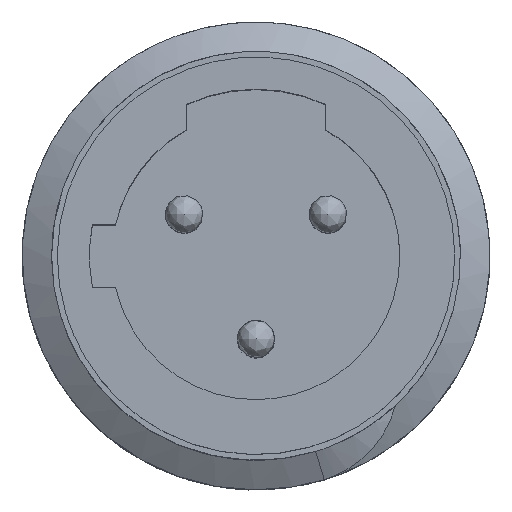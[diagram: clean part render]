
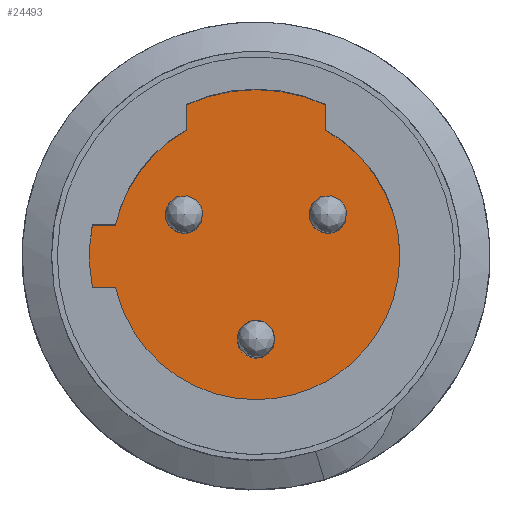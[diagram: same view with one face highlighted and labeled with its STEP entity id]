
A CAD part, top view. The second image highlights one B-rep face of the part: STEP entity #24493.
In plain terms, the highlighted free-form (B-spline) face has degree [1, 1] with [2, 2] control points.
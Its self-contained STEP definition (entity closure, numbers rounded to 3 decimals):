
#24215=CARTESIAN_POINT('',(1.833,4.,41.1));
#24216=VERTEX_POINT('',#24215);
#24223=CARTESIAN_POINT('',(-1.833,4.,41.1));
#24224=VERTEX_POINT('',#24223);
#24230=CARTESIAN_POINT('',(-1.833,4.,41.1));
#24231=CARTESIAN_POINT('',(0.,4.84,41.1));
#24232=CARTESIAN_POINT('',(1.833,4.,41.1));
#24233=(BOUNDED_CURVE()B_SPLINE_CURVE(2,(#24230,#24231,#24232),.CIRCULAR_ARC.,.F.,.U.)B_SPLINE_CURVE_WITH_KNOTS((3,3),(0.,1.),.UNSPECIFIED.)CURVE()GEOMETRIC_REPRESENTATION_ITEM()RATIONAL_B_SPLINE_CURVE((1.,0.909,1.))REPRESENTATION_ITEM(''));
#24234=EDGE_CURVE('',#24224,#24216,#24233,.T.);
#24245=CARTESIAN_POINT('',(1.833,3.329,41.1));
#24246=VERTEX_POINT('',#24245);
#24247=CARTESIAN_POINT('',(1.833,4.,41.1));
#24248=CARTESIAN_POINT('',(1.833,3.329,41.1));
#24249=B_SPLINE_CURVE_WITH_KNOTS('',1,(#24247,#24248),.POLYLINE_FORM.,.F.,.U.,(2,2),(0.789,1.),.UNSPECIFIED.);
#24250=EDGE_CURVE('',#24216,#24246,#24249,.T.);
#24284=CARTESIAN_POINT('',(-3.709,-0.825,41.1));
#24285=VERTEX_POINT('',#24284);
#24286=CARTESIAN_POINT('',(1.833,3.329,41.1));
#24287=CARTESIAN_POINT('',(1.867,3.31,41.1));
#24288=CARTESIAN_POINT('',(1.9,3.291,41.1));
#24289=CARTESIAN_POINT('',(7.6,0.,41.1));
#24290=CARTESIAN_POINT('',(1.9,-3.291,41.1));
#24291=CARTESIAN_POINT('',(-2.585,-5.88,41.1));
#24292=CARTESIAN_POINT('',(-3.709,-0.825,41.1));
#24293=(BOUNDED_CURVE()B_SPLINE_CURVE(2,(#24286,#24287,#24288,#24289,#24290,#24291,#24292),.CIRCULAR_ARC.,.F.,.U.)B_SPLINE_CURVE_WITH_KNOTS((3,2,2,3),(0.04,0.044,0.377,0.671),.UNSPECIFIED.)CURVE()GEOMETRIC_REPRESENTATION_ITEM()RATIONAL_B_SPLINE_CURVE((0.989,0.994,1.,0.5,1.,0.56,0.895))REPRESENTATION_ITEM(''));
#24294=EDGE_CURVE('',#24246,#24285,#24293,.T.);
#24311=CARTESIAN_POINT('',(-4.322,-0.825,41.1));
#24312=VERTEX_POINT('',#24311);
#24320=CARTESIAN_POINT('',(-3.709,-0.825,41.1));
#24321=CARTESIAN_POINT('',(-4.322,-0.825,41.1));
#24322=B_SPLINE_CURVE_WITH_KNOTS('',1,(#24320,#24321),.POLYLINE_FORM.,.F.,.U.,(2,2),(0.,0.246),.UNSPECIFIED.);
#24323=EDGE_CURVE('',#24285,#24312,#24322,.T.);
#24343=CARTESIAN_POINT('',(-4.322,0.825,41.1));
#24344=VERTEX_POINT('',#24343);
#24352=CARTESIAN_POINT('',(-4.322,-0.825,41.1));
#24353=CARTESIAN_POINT('',(-4.479,0.,41.1));
#24354=CARTESIAN_POINT('',(-4.322,0.825,41.1));
#24355=(BOUNDED_CURVE()B_SPLINE_CURVE(2,(#24352,#24353,#24354),.CIRCULAR_ARC.,.F.,.U.)B_SPLINE_CURVE_WITH_KNOTS((3,3),(0.,1.),.UNSPECIFIED.)CURVE()GEOMETRIC_REPRESENTATION_ITEM()RATIONAL_B_SPLINE_CURVE((1.,0.982,1.))REPRESENTATION_ITEM(''));
#24356=EDGE_CURVE('',#24312,#24344,#24355,.T.);
#24367=CARTESIAN_POINT('',(-3.709,0.825,41.1));
#24368=VERTEX_POINT('',#24367);
#24369=CARTESIAN_POINT('',(-4.322,0.825,41.1));
#24370=CARTESIAN_POINT('',(-3.709,0.825,41.1));
#24371=B_SPLINE_CURVE_WITH_KNOTS('',1,(#24369,#24370),.POLYLINE_FORM.,.F.,.U.,(2,2),(0.754,1.),.UNSPECIFIED.);
#24372=EDGE_CURVE('',#24344,#24368,#24371,.T.);
#24402=CARTESIAN_POINT('',(-1.833,3.329,41.1));
#24403=VERTEX_POINT('',#24402);
#24404=CARTESIAN_POINT('',(-3.709,0.825,41.1));
#24405=CARTESIAN_POINT('',(-3.337,2.501,41.1));
#24406=CARTESIAN_POINT('',(-1.833,3.329,41.1));
#24407=(BOUNDED_CURVE()B_SPLINE_CURVE(2,(#24404,#24405,#24406),.CIRCULAR_ARC.,.F.,.U.)B_SPLINE_CURVE_WITH_KNOTS((3,3),(0.83,0.96),.UNSPECIFIED.)CURVE()GEOMETRIC_REPRESENTATION_ITEM()RATIONAL_B_SPLINE_CURVE((0.895,0.747,0.75))REPRESENTATION_ITEM(''));
#24408=EDGE_CURVE('',#24368,#24403,#24407,.T.);
#24428=CARTESIAN_POINT('',(-1.833,3.329,41.1));
#24429=CARTESIAN_POINT('',(-1.833,4.,41.1));
#24430=B_SPLINE_CURVE_WITH_KNOTS('',1,(#24428,#24429),.POLYLINE_FORM.,.F.,.U.,(2,2),(0.,0.211),.UNSPECIFIED.);
#24431=EDGE_CURVE('',#24403,#24224,#24430,.T.);
#24436=CARTESIAN_POINT('',(8.258,7.24,41.1));
#24437=CARTESIAN_POINT('',(8.258,-7.24,41.1));
#24438=CARTESIAN_POINT('',(-6.222,7.24,41.1));
#24439=CARTESIAN_POINT('',(-6.222,-7.24,41.1));
#24440=B_SPLINE_SURFACE_WITH_KNOTS('',1,1,((#24436,#24437),(#24438,#24439)),.PLANE_SURF.,.F.,.F.,.U.,(2,2),(2,2),(0.,1.),(0.,1.),.UNSPECIFIED.);
#24441=ORIENTED_EDGE('',*,*,#24408,.F.);
#24442=ORIENTED_EDGE('',*,*,#24372,.F.);
#24443=ORIENTED_EDGE('',*,*,#24356,.F.);
#24444=ORIENTED_EDGE('',*,*,#24323,.F.);
#24445=ORIENTED_EDGE('',*,*,#24294,.F.);
#24446=ORIENTED_EDGE('',*,*,#24250,.F.);
#24447=ORIENTED_EDGE('',*,*,#24234,.F.);
#24448=ORIENTED_EDGE('',*,*,#24431,.F.);
#24449=EDGE_LOOP('',(#24441,#24442,#24443,#24444,#24445,#24446,#24447,#24448));
#24450=FACE_OUTER_BOUND('',#24449,.T.);
#24451=CARTESIAN_POINT('',(-0.5,-2.194,41.1));
#24452=VERTEX_POINT('',#24451);
#24453=CARTESIAN_POINT('',(-0.5,-2.194,41.1));
#24454=CARTESIAN_POINT('',(-0.5,-1.328,41.1));
#24455=CARTESIAN_POINT('',(0.25,-1.761,41.1));
#24456=CARTESIAN_POINT('',(1.,-2.194,41.1));
#24457=CARTESIAN_POINT('',(0.25,-2.627,41.1));
#24458=CARTESIAN_POINT('',(-0.5,-3.06,41.1));
#24459=CARTESIAN_POINT('',(-0.5,-2.194,41.1));
#24460=(BOUNDED_CURVE()B_SPLINE_CURVE(2,(#24453,#24454,#24455,#24456,#24457,#24458,#24459),.CIRCULAR_ARC.,.T.,.U.)B_SPLINE_CURVE_WITH_KNOTS((3,2,2,3),(0.,0.333,0.667,1.),.UNSPECIFIED.)CURVE()GEOMETRIC_REPRESENTATION_ITEM()RATIONAL_B_SPLINE_CURVE((1.,0.5,1.,0.5,1.,0.5,1.))REPRESENTATION_ITEM(''));
#24461=EDGE_CURVE('',#24452,#24452,#24460,.T.);
#24462=ORIENTED_EDGE('',*,*,#24461,.T.);
#24463=EDGE_LOOP('',(#24462));
#24464=FACE_BOUND('',#24463,.T.);
#24465=CARTESIAN_POINT('',(1.4,1.097,41.1));
#24466=VERTEX_POINT('',#24465);
#24467=CARTESIAN_POINT('',(1.4,1.097,41.1));
#24468=CARTESIAN_POINT('',(1.4,1.963,41.1));
#24469=CARTESIAN_POINT('',(2.15,1.53,41.1));
#24470=CARTESIAN_POINT('',(2.9,1.097,41.1));
#24471=CARTESIAN_POINT('',(2.15,0.664,41.1));
#24472=CARTESIAN_POINT('',(1.4,0.231,41.1));
#24473=CARTESIAN_POINT('',(1.4,1.097,41.1));
#24474=(BOUNDED_CURVE()B_SPLINE_CURVE(2,(#24467,#24468,#24469,#24470,#24471,#24472,#24473),.CIRCULAR_ARC.,.T.,.U.)B_SPLINE_CURVE_WITH_KNOTS((3,2,2,3),(0.,0.333,0.667,1.),.UNSPECIFIED.)CURVE()GEOMETRIC_REPRESENTATION_ITEM()RATIONAL_B_SPLINE_CURVE((1.,0.5,1.,0.5,1.,0.5,1.))REPRESENTATION_ITEM(''));
#24475=EDGE_CURVE('',#24466,#24466,#24474,.T.);
#24476=ORIENTED_EDGE('',*,*,#24475,.T.);
#24477=EDGE_LOOP('',(#24476));
#24478=FACE_BOUND('',#24477,.T.);
#24479=CARTESIAN_POINT('',(-2.4,1.097,41.1));
#24480=VERTEX_POINT('',#24479);
#24481=CARTESIAN_POINT('',(-2.4,1.097,41.1));
#24482=CARTESIAN_POINT('',(-2.4,1.963,41.1));
#24483=CARTESIAN_POINT('',(-1.65,1.53,41.1));
#24484=CARTESIAN_POINT('',(-0.9,1.097,41.1));
#24485=CARTESIAN_POINT('',(-1.65,0.664,41.1));
#24486=CARTESIAN_POINT('',(-2.4,0.231,41.1));
#24487=CARTESIAN_POINT('',(-2.4,1.097,41.1));
#24488=(BOUNDED_CURVE()B_SPLINE_CURVE(2,(#24481,#24482,#24483,#24484,#24485,#24486,#24487),.CIRCULAR_ARC.,.T.,.U.)B_SPLINE_CURVE_WITH_KNOTS((3,2,2,3),(0.,0.333,0.667,1.),.UNSPECIFIED.)CURVE()GEOMETRIC_REPRESENTATION_ITEM()RATIONAL_B_SPLINE_CURVE((1.,0.5,1.,0.5,1.,0.5,1.))REPRESENTATION_ITEM(''));
#24489=EDGE_CURVE('',#24480,#24480,#24488,.T.);
#24490=ORIENTED_EDGE('',*,*,#24489,.T.);
#24491=EDGE_LOOP('',(#24490));
#24492=FACE_BOUND('',#24491,.T.);
#24493=ADVANCED_FACE('',(#24450,#24464,#24478,#24492),#24440,.T.);
